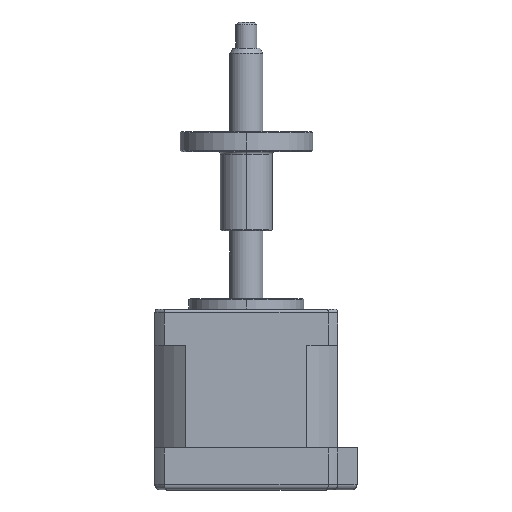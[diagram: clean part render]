
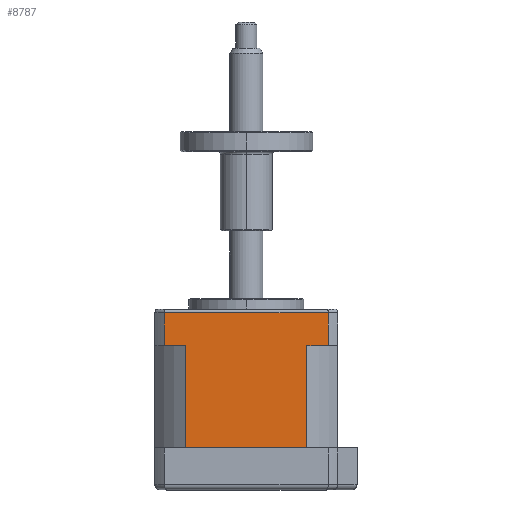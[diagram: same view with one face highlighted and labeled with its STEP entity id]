
A CAD part, top view. The second image highlights one B-rep face of the part: STEP entity #8787.
In plain terms, the highlighted planar face has unit normal (0, 0, 1).
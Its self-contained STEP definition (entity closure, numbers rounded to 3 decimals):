
#104 = VERTEX_POINT ( 'NONE', #5245 ) ;
#330 = CARTESIAN_POINT ( 'NONE',  ( -66.909, 27.954, 36.5 ) ) ;
#332 = ORIENTED_EDGE ( 'NONE', *, *, #9248, .T. ) ;
#372 = LINE ( 'NONE', #2916, #8097 ) ;
#635 = CARTESIAN_POINT ( 'NONE',  ( -35.541, 34.254, 36.5 ) ) ;
#678 = ORIENTED_EDGE ( 'NONE', *, *, #8827, .F. ) ;
#777 = FACE_OUTER_BOUND ( 'NONE', #9089, .T. ) ;
#985 = CARTESIAN_POINT ( 'NONE',  ( -62.833, 27.954, 36.5 ) ) ;
#1067 = EDGE_CURVE ( 'NONE', #2112, #4337, #8837, .T. ) ;
#1087 = LINE ( 'NONE', #3314, #2016 ) ;
#1246 = VECTOR ( 'NONE', #4323, 1000. ) ;
#1290 = CARTESIAN_POINT ( 'NONE',  ( -39.617, 8.354, 36.5 ) ) ;
#1545 = ORIENTED_EDGE ( 'NONE', *, *, #1067, .F. ) ;
#1657 = VERTEX_POINT ( 'NONE', #635 ) ;
#1804 = DIRECTION ( 'NONE',  ( 1., 0., 0. ) ) ;
#1834 = CARTESIAN_POINT ( 'NONE',  ( -35.541, 27.954, 36.5 ) ) ;
#2016 = VECTOR ( 'NONE', #7885, 1000. ) ;
#2101 = ORIENTED_EDGE ( 'NONE', *, *, #2307, .T. ) ;
#2112 = VERTEX_POINT ( 'NONE', #330 ) ;
#2302 = VERTEX_POINT ( 'NONE', #2552 ) ;
#2307 = EDGE_CURVE ( 'NONE', #2112, #9104, #8053, .T. ) ;
#2552 = CARTESIAN_POINT ( 'NONE',  ( -39.617, 27.954, 36.5 ) ) ;
#2609 = DIRECTION ( 'NONE',  ( 0., 1., 0. ) ) ;
#2777 = VECTOR ( 'NONE', #1804, 1000. ) ;
#2894 = VECTOR ( 'NONE', #8069, 1000. ) ;
#2916 = CARTESIAN_POINT ( 'NONE',  ( -62.833, 8.354, 36.5 ) ) ;
#3008 = CARTESIAN_POINT ( 'NONE',  ( -35.541, 27.954, 36.5 ) ) ;
#3314 = CARTESIAN_POINT ( 'NONE',  ( -35.541, 26.654, 36.5 ) ) ;
#3685 = ORIENTED_EDGE ( 'NONE', *, *, #4915, .T. ) ;
#3827 = ORIENTED_EDGE ( 'NONE', *, *, #8410, .F. ) ;
#4262 = CARTESIAN_POINT ( 'NONE',  ( -39.617, 8.354, 36.5 ) ) ;
#4292 = PLANE ( 'NONE',  #4310 ) ;
#4310 = AXIS2_PLACEMENT_3D ( 'NONE', #4262, #9541, #5028 ) ;
#4323 = DIRECTION ( 'NONE',  ( -1., 0., 0. ) ) ;
#4337 = VERTEX_POINT ( 'NONE', #5653 ) ;
#4915 = EDGE_CURVE ( 'NONE', #1657, #4337, #5343, .T. ) ;
#5028 = DIRECTION ( 'NONE',  ( 0., -1., 0. ) ) ;
#5245 = CARTESIAN_POINT ( 'NONE',  ( -62.833, 8.354, 36.5 ) ) ;
#5258 = VERTEX_POINT ( 'NONE', #5511 ) ;
#5299 = VECTOR ( 'NONE', #7375, 1000. ) ;
#5343 = LINE ( 'NONE', #5814, #5299 ) ;
#5511 = CARTESIAN_POINT ( 'NONE',  ( -35.541, 27.954, 36.5 ) ) ;
#5653 = CARTESIAN_POINT ( 'NONE',  ( -66.909, 34.254, 36.5 ) ) ;
#5814 = CARTESIAN_POINT ( 'NONE',  ( -66.909, 34.254, 36.5 ) ) ;
#5842 = ORIENTED_EDGE ( 'NONE', *, *, #8696, .T. ) ;
#6203 = ORIENTED_EDGE ( 'NONE', *, *, #9110, .T. ) ;
#6629 = CARTESIAN_POINT ( 'NONE',  ( -66.909, 26.654, 36.5 ) ) ;
#6663 = LINE ( 'NONE', #9573, #1246 ) ;
#6803 = VECTOR ( 'NONE', #9563, 1000. ) ;
#7375 = DIRECTION ( 'NONE',  ( -1., 0., 0. ) ) ;
#7885 = DIRECTION ( 'NONE',  ( 0., 1., 0. ) ) ;
#8053 = LINE ( 'NONE', #3008, #2894 ) ;
#8069 = DIRECTION ( 'NONE',  ( 1., 0., 0. ) ) ;
#8097 = VECTOR ( 'NONE', #8247, 1000. ) ;
#8143 = VECTOR ( 'NONE', #2609, 1000. ) ;
#8247 = DIRECTION ( 'NONE',  ( 0., 1., 0. ) ) ;
#8410 = EDGE_CURVE ( 'NONE', #104, #9104, #372, .T. ) ;
#8483 = LINE ( 'NONE', #8811, #6803 ) ;
#8492 = LINE ( 'NONE', #1834, #2777 ) ;
#8696 = EDGE_CURVE ( 'NONE', #2302, #5258, #8492, .T. ) ;
#8787 = ADVANCED_FACE ( 'NONE', ( #777 ), #4292, .F. ) ;
#8811 = CARTESIAN_POINT ( 'NONE',  ( -39.617, 8.354, 36.5 ) ) ;
#8827 = EDGE_CURVE ( 'NONE', #8848, #104, #6663, .T. ) ;
#8837 = LINE ( 'NONE', #6629, #8143 ) ;
#8848 = VERTEX_POINT ( 'NONE', #1290 ) ;
#9089 = EDGE_LOOP ( 'NONE', ( #332, #5842, #6203, #3685, #1545, #2101, #3827, #678 ) ) ;
#9104 = VERTEX_POINT ( 'NONE', #985 ) ;
#9110 = EDGE_CURVE ( 'NONE', #5258, #1657, #1087, .T. ) ;
#9248 = EDGE_CURVE ( 'NONE', #8848, #2302, #8483, .T. ) ;
#9541 = DIRECTION ( 'NONE',  ( 0., 0., -1. ) ) ;
#9563 = DIRECTION ( 'NONE',  ( 0., 1., 0. ) ) ;
#9573 = CARTESIAN_POINT ( 'NONE',  ( -39.617, 8.354, 36.5 ) ) ;
